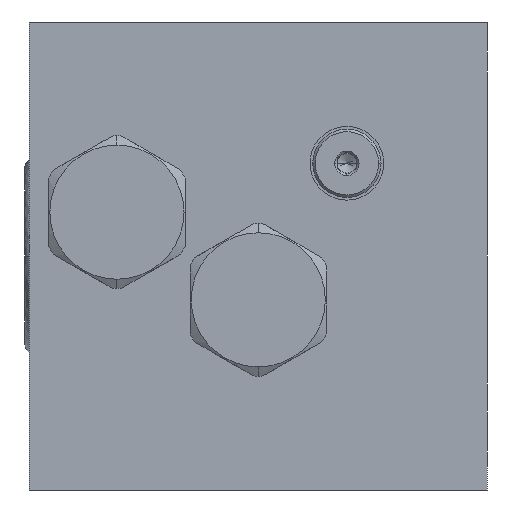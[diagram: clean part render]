
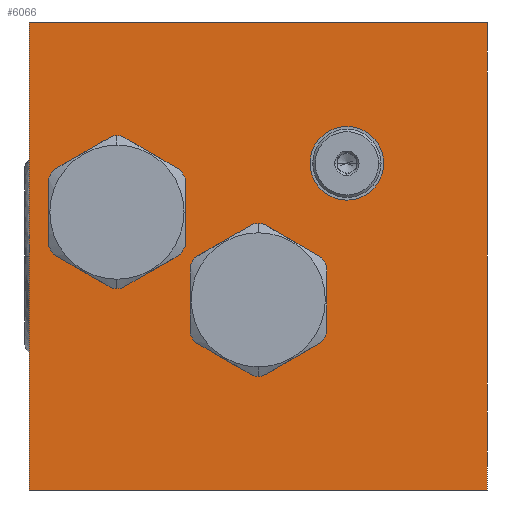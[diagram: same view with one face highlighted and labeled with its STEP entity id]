
A CAD part, left-side view. The second image highlights one B-rep face of the part: STEP entity #6066.
In plain terms, the highlighted planar face has unit normal (-1, 0, 0).
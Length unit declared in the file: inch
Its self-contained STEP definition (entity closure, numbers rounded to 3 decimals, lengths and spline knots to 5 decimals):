
#1=DIRECTION('',(0.,-1.,0.));
#2=VECTOR('',#1,2.938);
#3=CARTESIAN_POINT('',(0.,0.,0.));
#4=LINE('',#3,#2);
#17=DIRECTION('',(0.,0.,1.));
#18=VECTOR('',#17,3.);
#19=CARTESIAN_POINT('',(0.,0.,0.));
#20=LINE('',#19,#18);
#21=CARTESIAN_POINT('',(0.,-0.563,1.781));
#22=DIRECTION('',(1.,0.,0.));
#23=DIRECTION('',(0.,0.,-1.));
#24=AXIS2_PLACEMENT_3D('',#21,#22,#23);
#26=CARTESIAN_POINT('',(0.,-0.563,1.781));
#27=DIRECTION('',(1.,0.,0.));
#28=DIRECTION('',(0.,0.,1.));
#29=AXIS2_PLACEMENT_3D('',#26,#27,#28);
#31=CARTESIAN_POINT('',(0.,-1.469,1.219));
#32=DIRECTION('',(1.,0.,0.));
#33=DIRECTION('',(0.,0.,-1.));
#34=AXIS2_PLACEMENT_3D('',#31,#32,#33);
#36=CARTESIAN_POINT('',(0.,-1.469,1.219));
#37=DIRECTION('',(1.,0.,0.));
#38=DIRECTION('',(0.,0.,1.));
#39=AXIS2_PLACEMENT_3D('',#36,#37,#38);
#41=CARTESIAN_POINT('',(0.,-2.037,2.094));
#42=DIRECTION('',(1.,0.,0.));
#43=DIRECTION('',(0.,0.,-1.));
#44=AXIS2_PLACEMENT_3D('',#41,#42,#43);
#46=CARTESIAN_POINT('',(0.,-2.037,2.094));
#47=DIRECTION('',(1.,0.,0.));
#48=DIRECTION('',(0.,0.,1.));
#49=AXIS2_PLACEMENT_3D('',#46,#47,#48);
#229=DIRECTION('',(0.,0.,1.));
#230=VECTOR('',#229,3.);
#231=CARTESIAN_POINT('',(0.,-2.938,0.));
#232=LINE('',#231,#230);
#333=DIRECTION('',(0.,-1.,0.));
#334=VECTOR('',#333,2.938);
#335=CARTESIAN_POINT('',(0.,0.,3.));
#336=LINE('',#335,#334);
#5275=CARTESIAN_POINT('',(0.,0.,0.));
#5276=CARTESIAN_POINT('',(0.,-2.938,0.));
#5277=VERTEX_POINT('',#5275);
#5278=VERTEX_POINT('',#5276);
#5283=CARTESIAN_POINT('',(0.,0.,3.));
#5284=CARTESIAN_POINT('',(0.,-2.938,3.));
#5285=VERTEX_POINT('',#5283);
#5286=VERTEX_POINT('',#5284);
#5385=CARTESIAN_POINT('',(0.,-0.563,2.2115));
#5386=VERTEX_POINT('',#5385);
#5391=CARTESIAN_POINT('',(0.,-0.563,1.3505));
#5392=VERTEX_POINT('',#5391);
#5437=CARTESIAN_POINT('',(0.,-1.469,1.6495));
#5438=VERTEX_POINT('',#5437);
#5443=CARTESIAN_POINT('',(0.,-1.469,0.7885));
#5444=VERTEX_POINT('',#5443);
#5475=CARTESIAN_POINT('',(0.,-2.037,1.858));
#5476=CARTESIAN_POINT('',(0.,-2.037,2.33));
#5477=VERTEX_POINT('',#5475);
#5478=VERTEX_POINT('',#5476);
#6034=CARTESIAN_POINT('',(0.,0.,0.));
#6035=DIRECTION('',(-1.,0.,0.));
#6036=DIRECTION('',(0.,-1.,0.));
#6037=AXIS2_PLACEMENT_3D('',#6034,#6035,#6036);
#6038=PLANE('',#6037);
#6039=ORIENTED_EDGE('',*,*,#6023,.F.);
#6041=ORIENTED_EDGE('',*,*,#6040,.T.);
#6043=ORIENTED_EDGE('',*,*,#6042,.T.);
#6045=ORIENTED_EDGE('',*,*,#6044,.F.);
#6046=EDGE_LOOP('',(#6039,#6041,#6043,#6045));
#6047=FACE_OUTER_BOUND('',#6046,.F.);
#6049=ORIENTED_EDGE('',*,*,#6048,.F.);
#6051=ORIENTED_EDGE('',*,*,#6050,.F.);
#6052=EDGE_LOOP('',(#6049,#6051));
#6053=FACE_BOUND('',#6052,.F.);
#6055=ORIENTED_EDGE('',*,*,#6054,.F.);
#6057=ORIENTED_EDGE('',*,*,#6056,.F.);
#6058=EDGE_LOOP('',(#6055,#6057));
#6059=FACE_BOUND('',#6058,.F.);
#6061=ORIENTED_EDGE('',*,*,#6060,.F.);
#6063=ORIENTED_EDGE('',*,*,#6062,.F.);
#6064=EDGE_LOOP('',(#6061,#6063));
#6065=FACE_BOUND('',#6064,.F.);
#6066=ADVANCED_FACE('',(#6047,#6053,#6059,#6065),#6038,.T.);
#25=CIRCLE('',#24,0.4305);
#30=CIRCLE('',#29,0.4305);
#35=CIRCLE('',#34,0.4305);
#40=CIRCLE('',#39,0.4305);
#45=CIRCLE('',#44,0.236);
#50=CIRCLE('',#49,0.236);
#6023=EDGE_CURVE('',#5277,#5278,#4,.T.);
#6040=EDGE_CURVE('',#5277,#5285,#20,.T.);
#6042=EDGE_CURVE('',#5285,#5286,#336,.T.);
#6044=EDGE_CURVE('',#5278,#5286,#232,.T.);
#6048=EDGE_CURVE('',#5392,#5386,#25,.T.);
#6050=EDGE_CURVE('',#5386,#5392,#30,.T.);
#6054=EDGE_CURVE('',#5444,#5438,#35,.T.);
#6056=EDGE_CURVE('',#5438,#5444,#40,.T.);
#6060=EDGE_CURVE('',#5477,#5478,#45,.T.);
#6062=EDGE_CURVE('',#5478,#5477,#50,.T.);
